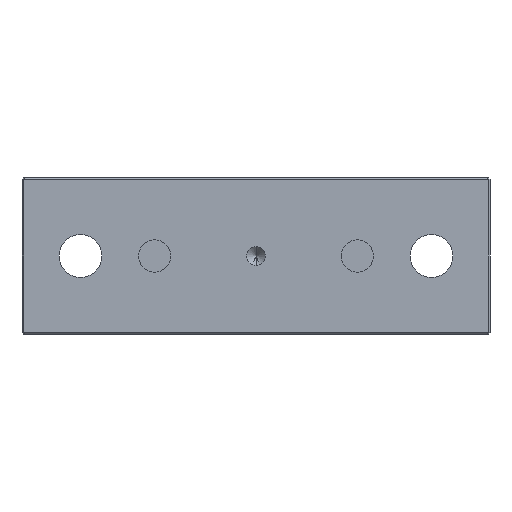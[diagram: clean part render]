
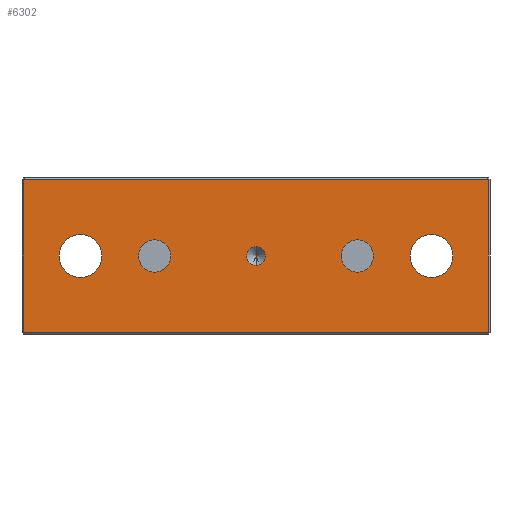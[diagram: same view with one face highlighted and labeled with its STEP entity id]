
A CAD part, front view. The second image highlights one B-rep face of the part: STEP entity #6302.
In plain terms, the highlighted planar face has unit normal (0, -1, 0).
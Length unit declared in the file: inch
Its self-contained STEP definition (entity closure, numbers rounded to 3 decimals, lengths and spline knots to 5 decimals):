
#221 = DIRECTION ( 'NONE',  ( 0., 0., -1. ) ) ;
#256 = ORIENTED_EDGE ( 'NONE', *, *, #3819, .T. ) ;
#260 = VERTEX_POINT ( 'NONE', #7632 ) ;
#289 = EDGE_LOOP ( 'NONE', ( #6994, #4692 ) ) ;
#472 = CARTESIAN_POINT ( 'NONE',  ( 1.1811, -1.1811, -0.3837 ) ) ;
#487 = EDGE_LOOP ( 'NONE', ( #3588, #6048 ) ) ;
#582 = ORIENTED_EDGE ( 'NONE', *, *, #3806, .T. ) ;
#659 = CARTESIAN_POINT ( 'NONE',  ( 0.88583, -1.1811, 0. ) ) ;
#678 = EDGE_LOOP ( 'NONE', ( #5701, #2759, #582, #2721 ) ) ;
#916 = ORIENTED_EDGE ( 'NONE', *, *, #2787, .T. ) ;
#1161 = EDGE_CURVE ( 'NONE', #5309, #7978, #6440, .T. ) ;
#1280 = DIRECTION ( 'NONE',  ( -1., 0., 0. ) ) ;
#1282 = CARTESIAN_POINT ( 'NONE',  ( -0.51181, -1.1811, 0. ) ) ;
#1284 = VECTOR ( 'NONE', #8021, 39.37008 ) ;
#1332 = FACE_BOUND ( 'NONE', #487, .T. ) ;
#1347 = DIRECTION ( 'NONE',  ( -1., 0., 0. ) ) ;
#1358 = DIRECTION ( 'NONE',  ( 0., 1., 0. ) ) ;
#1533 = PLANE ( 'NONE',  #6645 ) ;
#1535 = DIRECTION ( 'NONE',  ( 0., 1., 0. ) ) ;
#1622 = VERTEX_POINT ( 'NONE', #7150 ) ;
#1715 = CARTESIAN_POINT ( 'NONE',  ( -0.88583, -1.1811, 0. ) ) ;
#1720 = VECTOR ( 'NONE', #1280, 39.37008 ) ;
#1822 = EDGE_CURVE ( 'NONE', #3291, #2404, #8073, .T. ) ;
#1945 = EDGE_LOOP ( 'NONE', ( #256, #7091 ) ) ;
#1958 = DIRECTION ( 'NONE',  ( -1., 0., 0. ) ) ;
#2024 = DIRECTION ( 'NONE',  ( 0., 1., 0. ) ) ;
#2228 = VERTEX_POINT ( 'NONE', #8366 ) ;
#2230 = CARTESIAN_POINT ( 'NONE',  ( -0.77756, -1.1811, 0. ) ) ;
#2241 = DIRECTION ( 'NONE',  ( 0., -1., 0. ) ) ;
#2404 = VERTEX_POINT ( 'NONE', #7302 ) ;
#2409 = DIRECTION ( 'NONE',  ( -1., 0., 0. ) ) ;
#2466 = LINE ( 'NONE', #6058, #6020 ) ;
#2584 = AXIS2_PLACEMENT_3D ( 'NONE', #3661, #8319, #4315 ) ;
#2675 = EDGE_CURVE ( 'NONE', #4449, #4765, #4601, .T. ) ;
#2721 = ORIENTED_EDGE ( 'NONE', *, *, #3626, .T. ) ;
#2759 = ORIENTED_EDGE ( 'NONE', *, *, #3292, .T. ) ;
#2787 = EDGE_CURVE ( 'NONE', #5239, #1622, #3327, .T. ) ;
#2874 = AXIS2_PLACEMENT_3D ( 'NONE', #8258, #4255, #221 ) ;
#2950 = EDGE_CURVE ( 'NONE', #3600, #5847, #8015, .T. ) ;
#2998 = DIRECTION ( 'NONE',  ( 0., 1., 0. ) ) ;
#3076 = EDGE_CURVE ( 'NONE', #7978, #5309, #3864, .T. ) ;
#3079 = CIRCLE ( 'NONE', #8403, 0.10827 ) ;
#3129 = FACE_BOUND ( 'NONE', #1945, .T. ) ;
#3241 = DIRECTION ( 'NONE',  ( 0., 1., 0. ) ) ;
#3291 = VERTEX_POINT ( 'NONE', #8621 ) ;
#3292 = EDGE_CURVE ( 'NONE', #8617, #2228, #3517, .T. ) ;
#3327 = CIRCLE ( 'NONE', #6468, 0.08138 ) ;
#3352 = CARTESIAN_POINT ( 'NONE',  ( -1.1711, -1.1811, 0. ) ) ;
#3459 = EDGE_CURVE ( 'NONE', #260, #8617, #2466, .T. ) ;
#3493 = CARTESIAN_POINT ( 'NONE',  ( -0.43043, -1.1811, 0. ) ) ;
#3509 = CARTESIAN_POINT ( 'NONE',  ( -1.1711, -1.1811, -0.3837 ) ) ;
#3517 = LINE ( 'NONE', #3974, #1720 ) ;
#3588 = ORIENTED_EDGE ( 'NONE', *, *, #2950, .T. ) ;
#3593 = CARTESIAN_POINT ( 'NONE',  ( 0., -1.1811, 0.04687 ) ) ;
#3600 = VERTEX_POINT ( 'NONE', #5757 ) ;
#3619 = EDGE_LOOP ( 'NONE', ( #916, #5413 ) ) ;
#3626 = EDGE_CURVE ( 'NONE', #6257, #260, #4343, .T. ) ;
#3661 = CARTESIAN_POINT ( 'NONE',  ( -0.88583, -1.1811, 0. ) ) ;
#3806 = EDGE_CURVE ( 'NONE', #2228, #6257, #6432, .T. ) ;
#3819 = EDGE_CURVE ( 'NONE', #2404, #3291, #3079, .T. ) ;
#3861 = CARTESIAN_POINT ( 'NONE',  ( 1.1711, -1.1811, 0.3837 ) ) ;
#3864 = CIRCLE ( 'NONE', #7448, 0.10827 ) ;
#3974 = CARTESIAN_POINT ( 'NONE',  ( 1.1811, -1.1811, 0.3837 ) ) ;
#4038 = CARTESIAN_POINT ( 'NONE',  ( 0., -1.1811, -0.04687 ) ) ;
#4255 = DIRECTION ( 'NONE',  ( 0., 1., 0. ) ) ;
#4315 = DIRECTION ( 'NONE',  ( -1., 0., 0. ) ) ;
#4343 = LINE ( 'NONE', #472, #7899 ) ;
#4449 = VERTEX_POINT ( 'NONE', #3593 ) ;
#4601 = CIRCLE ( 'NONE', #2874, 0.04687 ) ;
#4692 = ORIENTED_EDGE ( 'NONE', *, *, #2675, .T. ) ;
#4757 = EDGE_CURVE ( 'NONE', #4765, #4449, #6889, .T. ) ;
#4765 = VERTEX_POINT ( 'NONE', #4038 ) ;
#4901 = FACE_BOUND ( 'NONE', #3619, .T. ) ;
#5169 = DIRECTION ( 'NONE',  ( 1., 0., 0. ) ) ;
#5214 = CARTESIAN_POINT ( 'NONE',  ( 0.43043, -1.1811, 0. ) ) ;
#5239 = VERTEX_POINT ( 'NONE', #5214 ) ;
#5309 = VERTEX_POINT ( 'NONE', #2230 ) ;
#5330 = CIRCLE ( 'NONE', #8234, 0.08138 ) ;
#5361 = DIRECTION ( 'NONE',  ( 0., 1., 0. ) ) ;
#5370 = CARTESIAN_POINT ( 'NONE',  ( 0., -1.1811, 0. ) ) ;
#5413 = ORIENTED_EDGE ( 'NONE', *, *, #7544, .T. ) ;
#5421 = CIRCLE ( 'NONE', #6127, 0.08138 ) ;
#5500 = AXIS2_PLACEMENT_3D ( 'NONE', #659, #5361, #1347 ) ;
#5558 = CARTESIAN_POINT ( 'NONE',  ( 0.51181, -1.1811, 0. ) ) ;
#5701 = ORIENTED_EDGE ( 'NONE', *, *, #3459, .T. ) ;
#5757 = CARTESIAN_POINT ( 'NONE',  ( -0.59319, -1.1811, 0. ) ) ;
#5847 = VERTEX_POINT ( 'NONE', #3493 ) ;
#5972 = DIRECTION ( 'NONE',  ( 0., 1., 0. ) ) ;
#6020 = VECTOR ( 'NONE', #7391, 39.37008 ) ;
#6037 = CARTESIAN_POINT ( 'NONE',  ( 0.88583, -1.1811, 0. ) ) ;
#6042 = DIRECTION ( 'NONE',  ( 0., 0., -1. ) ) ;
#6048 = ORIENTED_EDGE ( 'NONE', *, *, #7318, .T. ) ;
#6058 = CARTESIAN_POINT ( 'NONE',  ( 1.1711, -1.1811, 0. ) ) ;
#6127 = AXIS2_PLACEMENT_3D ( 'NONE', #5558, #1535, #6235 ) ;
#6235 = DIRECTION ( 'NONE',  ( -1., 0., 0. ) ) ;
#6257 = VERTEX_POINT ( 'NONE', #3509 ) ;
#6268 = CARTESIAN_POINT ( 'NONE',  ( 1.1811, -1.1811, 0. ) ) ;
#6302 = ADVANCED_FACE ( 'NONE', ( #3129, #8452, #4901, #1332, #8238, #6480 ), #1533, .T. ) ;
#6422 = DIRECTION ( 'NONE',  ( 0., 1., 0. ) ) ;
#6432 = LINE ( 'NONE', #3352, #1284 ) ;
#6440 = CIRCLE ( 'NONE', #2584, 0.10827 ) ;
#6458 = CARTESIAN_POINT ( 'NONE',  ( -0.99409, -1.1811, 0. ) ) ;
#6468 = AXIS2_PLACEMENT_3D ( 'NONE', #7004, #2998, #7669 ) ;
#6480 = FACE_OUTER_BOUND ( 'NONE', #678, .T. ) ;
#6645 = AXIS2_PLACEMENT_3D ( 'NONE', #6268, #2241, #6921 ) ;
#6712 = DIRECTION ( 'NONE',  ( -1., 0., 0. ) ) ;
#6889 = CIRCLE ( 'NONE', #7407, 0.04687 ) ;
#6921 = DIRECTION ( 'NONE',  ( 0., 0., -1. ) ) ;
#6994 = ORIENTED_EDGE ( 'NONE', *, *, #4757, .T. ) ;
#7004 = CARTESIAN_POINT ( 'NONE',  ( 0.51181, -1.1811, 0. ) ) ;
#7091 = ORIENTED_EDGE ( 'NONE', *, *, #1822, .T. ) ;
#7112 = ORIENTED_EDGE ( 'NONE', *, *, #3076, .T. ) ;
#7150 = CARTESIAN_POINT ( 'NONE',  ( 0.59319, -1.1811, 0. ) ) ;
#7244 = CARTESIAN_POINT ( 'NONE',  ( -0.51181, -1.1811, 0. ) ) ;
#7302 = CARTESIAN_POINT ( 'NONE',  ( 0.77756, -1.1811, 0. ) ) ;
#7318 = EDGE_CURVE ( 'NONE', #5847, #3600, #5330, .T. ) ;
#7391 = DIRECTION ( 'NONE',  ( 0., 0., 1. ) ) ;
#7407 = AXIS2_PLACEMENT_3D ( 'NONE', #5370, #1358, #6042 ) ;
#7448 = AXIS2_PLACEMENT_3D ( 'NONE', #1715, #6422, #2409 ) ;
#7544 = EDGE_CURVE ( 'NONE', #1622, #5239, #5421, .T. ) ;
#7608 = AXIS2_PLACEMENT_3D ( 'NONE', #7244, #3241, #7911 ) ;
#7632 = CARTESIAN_POINT ( 'NONE',  ( 1.1711, -1.1811, -0.3837 ) ) ;
#7668 = EDGE_LOOP ( 'NONE', ( #7112, #7822 ) ) ;
#7669 = DIRECTION ( 'NONE',  ( -1., 0., 0. ) ) ;
#7822 = ORIENTED_EDGE ( 'NONE', *, *, #1161, .T. ) ;
#7899 = VECTOR ( 'NONE', #5169, 39.37008 ) ;
#7911 = DIRECTION ( 'NONE',  ( -1., 0., 0. ) ) ;
#7978 = VERTEX_POINT ( 'NONE', #6458 ) ;
#8015 = CIRCLE ( 'NONE', #7608, 0.08138 ) ;
#8021 = DIRECTION ( 'NONE',  ( 0., 0., -1. ) ) ;
#8073 = CIRCLE ( 'NONE', #5500, 0.10827 ) ;
#8234 = AXIS2_PLACEMENT_3D ( 'NONE', #1282, #5972, #1958 ) ;
#8238 = FACE_BOUND ( 'NONE', #289, .T. ) ;
#8258 = CARTESIAN_POINT ( 'NONE',  ( 0., -1.1811, 0. ) ) ;
#8319 = DIRECTION ( 'NONE',  ( 0., 1., 0. ) ) ;
#8366 = CARTESIAN_POINT ( 'NONE',  ( -1.1711, -1.1811, 0.3837 ) ) ;
#8403 = AXIS2_PLACEMENT_3D ( 'NONE', #6037, #2024, #6712 ) ;
#8452 = FACE_BOUND ( 'NONE', #7668, .T. ) ;
#8617 = VERTEX_POINT ( 'NONE', #3861 ) ;
#8621 = CARTESIAN_POINT ( 'NONE',  ( 0.99409, -1.1811, 0. ) ) ;
